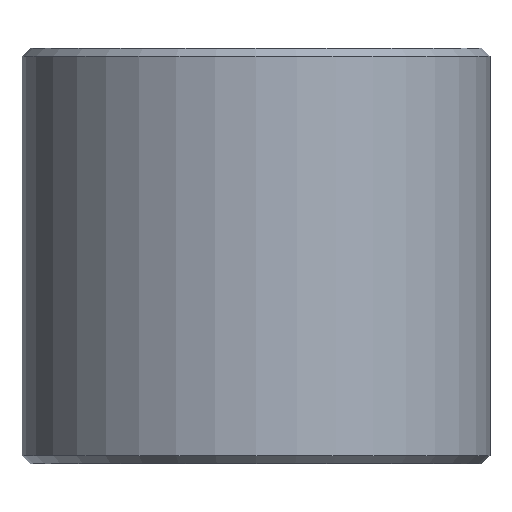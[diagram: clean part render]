
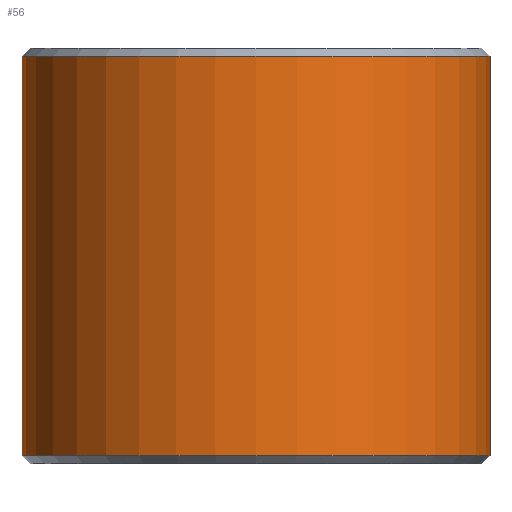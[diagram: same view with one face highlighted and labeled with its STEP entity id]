
A CAD part, front view. The second image highlights one B-rep face of the part: STEP entity #56.
In plain terms, the highlighted cylindrical face has radius 7.144 mm (diameter 14.287 mm), a full revolution.
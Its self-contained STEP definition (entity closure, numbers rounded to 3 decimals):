
#15=FACE_BOUND($,#27,.T.);
#18=CYLINDRICAL_SURFACE($,#66,7.144);
#21=FACE_OUTER_BOUND($,#26,.T.);
#26=EDGE_LOOP($,(#46));
#27=EDGE_LOOP($,(#47));
#34=CIRCLE($,#67,7.144);
#35=CIRCLE($,#68,7.144);
#38=VERTEX_POINT($,#99);
#39=VERTEX_POINT($,#101);
#42=EDGE_CURVE($,#38,#38,#34,.T.);
#43=EDGE_CURVE($,#39,#39,#35,.T.);
#46=ORIENTED_EDGE($,*,*,#42,.F.);
#47=ORIENTED_EDGE($,*,*,#43,.F.);
#56=ADVANCED_FACE($,(#21,#15),#18,.T.);
#66=AXIS2_PLACEMENT_3D($,#98,#81,#82);
#67=AXIS2_PLACEMENT_3D($,#100,#83,#84);
#68=AXIS2_PLACEMENT_3D($,#102,#85,#86);
#81=DIRECTION('center_axis',(0.,0.,1.));
#82=DIRECTION('ref_axis',(1.,0.,0.));
#83=DIRECTION('center_axis',(0.,0.,1.));
#84=DIRECTION('ref_axis',(1.,0.,0.));
#85=DIRECTION('center_axis',(0.,0.,-1.));
#86=DIRECTION('ref_axis',(-1.,0.,0.));
#98=CARTESIAN_POINT('Origin',(0.,0.,0.));
#99=CARTESIAN_POINT('',(7.144,0.,12.446));
#100=CARTESIAN_POINT('Origin',(0.,0.,12.446));
#101=CARTESIAN_POINT('',(7.144,0.,0.254));
#102=CARTESIAN_POINT('Origin',(0.,0.,0.254));
